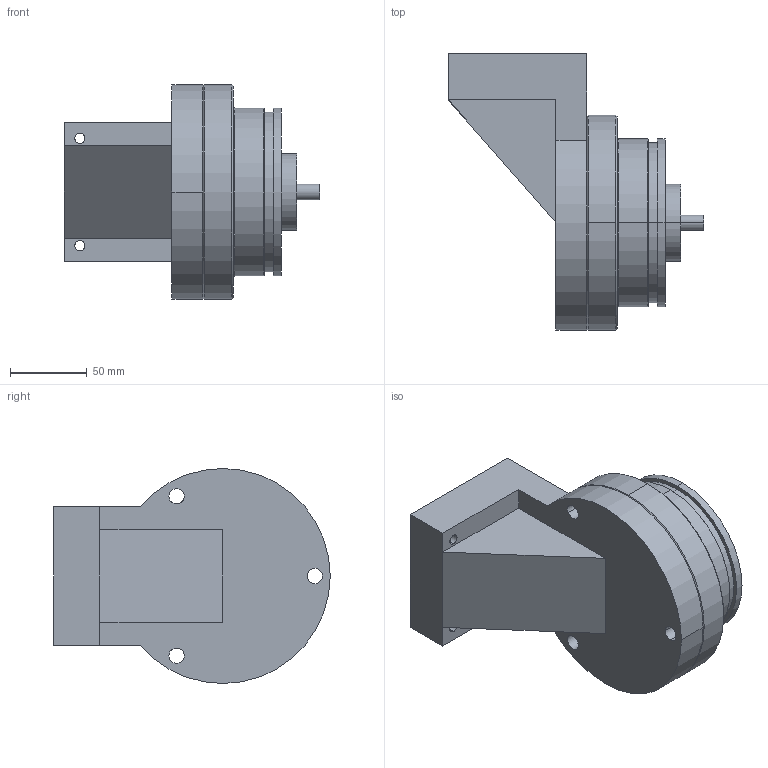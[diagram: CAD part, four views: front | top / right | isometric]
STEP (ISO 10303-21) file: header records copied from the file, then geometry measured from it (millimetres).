
FILE_DESCRIPTION (( 'STEP AP214' ), '1' );
FILE_NAME ('Cupla rotatie mobila.STEP', '2024-01-14T19:01:36', ( '' ), ( '' ), 'SwSTEP 2.0', 'SolidWorks 2023', '' );
FILE_SCHEMA (( 'AUTOMOTIVE_DESIGN' ));
Length unit declared in the file: inch
Products named in the file (1): Cupla rotatie mobila
Bounding box: 166.15 x 180 x 140 mm (x, y, z)
Volume: 1347461.4 mm3; surface area: 128366.8 mm2
Topology: 2 solids, 3 shells, 71 faces, 171 edges, 110 vertices
Faces by surface type: cylinder 39, plane 22, cone 6, torus 4
Entity records: 2238 total; most frequent: CARTESIAN_POINT 422, DIRECTION 410, ORIENTED_EDGE 342, EDGE_CURVE 171, AXIS2_PLACEMENT_3D 170, VERTEX_POINT 110, CIRCLE 98, EDGE_LOOP 91
